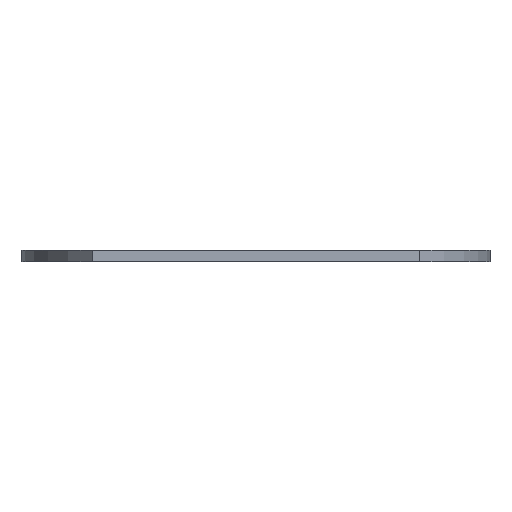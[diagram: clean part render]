
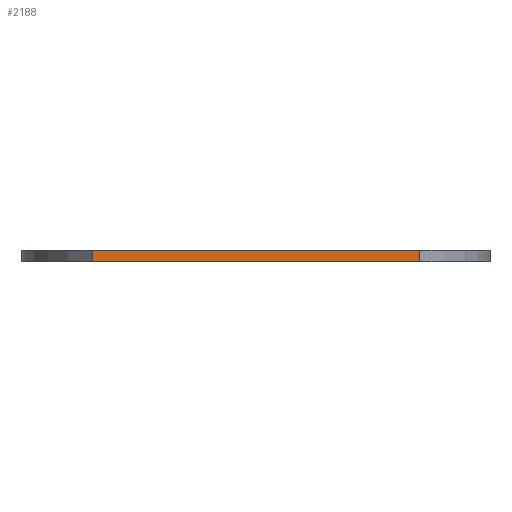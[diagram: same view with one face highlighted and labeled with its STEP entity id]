
A CAD part, left-side view. The second image highlights one B-rep face of the part: STEP entity #2188.
In plain terms, the highlighted planar face has unit normal (-1, 0, 0).
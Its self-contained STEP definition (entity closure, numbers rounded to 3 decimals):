
#21 = VERTEX_POINT ( 'NONE', #2239 ) ;
#167 = EDGE_CURVE ( 'NONE', #1404, #21, #373, .T. ) ;
#181 = CARTESIAN_POINT ( 'NONE',  ( -306.875, 10.635, -5. ) ) ;
#189 = VERTEX_POINT ( 'NONE', #925 ) ;
#212 = PLANE ( 'NONE',  #215 ) ;
#215 = AXIS2_PLACEMENT_3D ( 'NONE', #1560, #2269, #1120 ) ;
#315 = ORIENTED_EDGE ( 'NONE', *, *, #167, .T. ) ;
#373 = LINE ( 'NONE', #1157, #2699 ) ;
#430 = VECTOR ( 'NONE', #2212, 1000. ) ;
#486 = ORIENTED_EDGE ( 'NONE', *, *, #2490, .F. ) ;
#574 = CARTESIAN_POINT ( 'NONE',  ( -306.875, 150.635, -5. ) ) ;
#632 = DIRECTION ( 'NONE',  ( 0., -1., 0. ) ) ;
#692 = ORIENTED_EDGE ( 'NONE', *, *, #2575, .F. ) ;
#834 = CARTESIAN_POINT ( 'NONE',  ( -306.875, 150.635, -5. ) ) ;
#894 = CARTESIAN_POINT ( 'NONE',  ( -306.875, 0., 0. ) ) ;
#925 = CARTESIAN_POINT ( 'NONE',  ( -306.875, 10.635, 0. ) ) ;
#1120 = DIRECTION ( 'NONE',  ( 0., 0., 1. ) ) ;
#1155 = VERTEX_POINT ( 'NONE', #2822 ) ;
#1157 = CARTESIAN_POINT ( 'NONE',  ( -306.875, 0., -5. ) ) ;
#1329 = DIRECTION ( 'NONE',  ( 0., 0., 1. ) ) ;
#1404 = VERTEX_POINT ( 'NONE', #574 ) ;
#1560 = CARTESIAN_POINT ( 'NONE',  ( -306.875, 0., -5. ) ) ;
#1826 = DIRECTION ( 'NONE',  ( 0., -1., 0. ) ) ;
#1927 = LINE ( 'NONE', #834, #430 ) ;
#1993 = ORIENTED_EDGE ( 'NONE', *, *, #2612, .T. ) ;
#2017 = EDGE_LOOP ( 'NONE', ( #692, #486, #315, #1993 ) ) ;
#2188 = ADVANCED_FACE ( 'NONE', ( #2583 ), #212, .T. ) ;
#2212 = DIRECTION ( 'NONE',  ( 0., 0., 1. ) ) ;
#2239 = CARTESIAN_POINT ( 'NONE',  ( -306.875, 10.635, -5. ) ) ;
#2241 = LINE ( 'NONE', #181, #2555 ) ;
#2269 = DIRECTION ( 'NONE',  ( -1., 0., 0. ) ) ;
#2345 = LINE ( 'NONE', #894, #2450 ) ;
#2450 = VECTOR ( 'NONE', #632, 1000. ) ;
#2490 = EDGE_CURVE ( 'NONE', #1404, #1155, #1927, .T. ) ;
#2555 = VECTOR ( 'NONE', #1329, 1000. ) ;
#2575 = EDGE_CURVE ( 'NONE', #1155, #189, #2345, .T. ) ;
#2583 = FACE_OUTER_BOUND ( 'NONE', #2017, .T. ) ;
#2612 = EDGE_CURVE ( 'NONE', #21, #189, #2241, .T. ) ;
#2699 = VECTOR ( 'NONE', #1826, 1000. ) ;
#2822 = CARTESIAN_POINT ( 'NONE',  ( -306.875, 150.635, 0. ) ) ;
